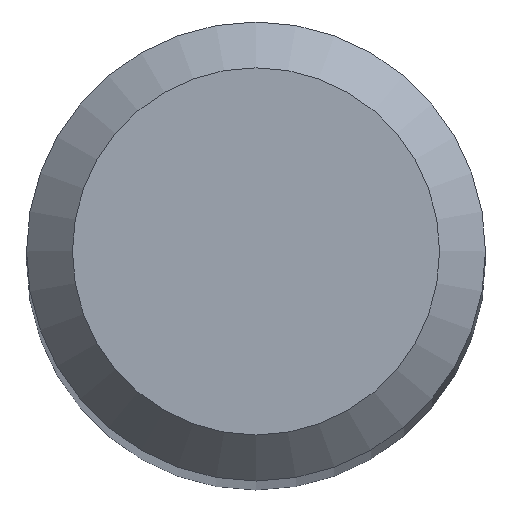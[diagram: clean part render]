
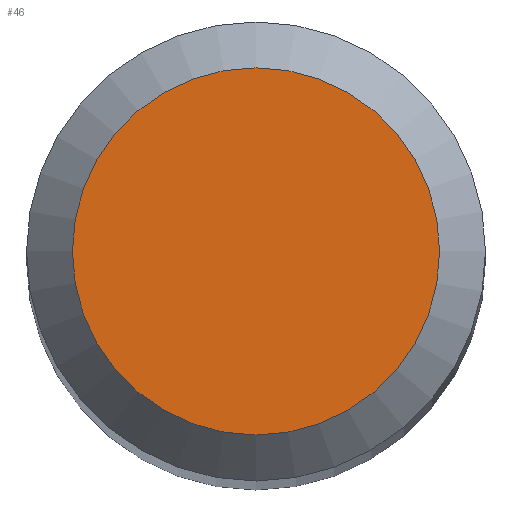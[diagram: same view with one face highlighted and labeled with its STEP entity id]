
A CAD part, top view. The second image highlights one B-rep face of the part: STEP entity #46.
In plain terms, the highlighted planar face has unit normal (0, 0, 1).
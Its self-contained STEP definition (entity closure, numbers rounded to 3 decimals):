
#10 = DIRECTION ( 'NONE',  ( 0., 1., 0. ) ) ;
#24 = DIRECTION ( 'NONE',  ( 0., 0., -1. ) ) ;
#43 = AXIS2_PLACEMENT_3D ( 'NONE', #199, #148, #10 ) ;
#46 = ADVANCED_FACE ( 'NONE', ( #161 ), #68, .F. ) ;
#62 = CARTESIAN_POINT ( 'NONE',  ( 0., 1.2, 38. ) ) ;
#68 = PLANE ( 'NONE',  #43 ) ;
#100 = VERTEX_POINT ( 'NONE', #62 ) ;
#110 = CARTESIAN_POINT ( 'NONE',  ( 0., 0., 38. ) ) ;
#115 = EDGE_CURVE ( 'NONE', #100, #100, #141, .T. ) ;
#127 = EDGE_LOOP ( 'NONE', ( #130 ) ) ;
#130 = ORIENTED_EDGE ( 'NONE', *, *, #115, .F. ) ;
#136 = AXIS2_PLACEMENT_3D ( 'NONE', #110, #24, #190 ) ;
#141 = CIRCLE ( 'NONE', #136, 1.2 ) ;
#148 = DIRECTION ( 'NONE',  ( 0., 0., -1. ) ) ;
#161 = FACE_OUTER_BOUND ( 'NONE', #127, .T. ) ;
#190 = DIRECTION ( 'NONE',  ( 0., 1., 0. ) ) ;
#199 = CARTESIAN_POINT ( 'NONE',  ( 0., 0., 38. ) ) ;
